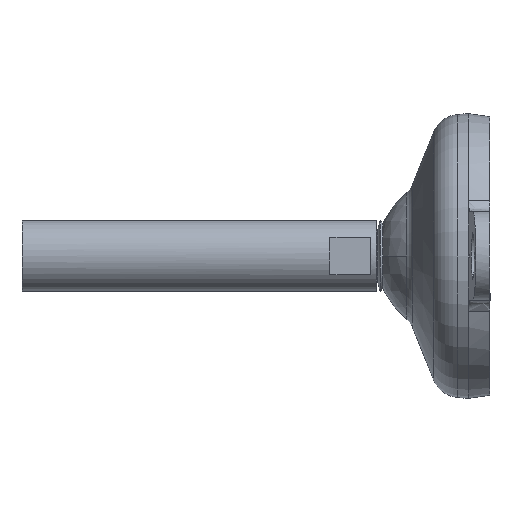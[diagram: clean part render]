
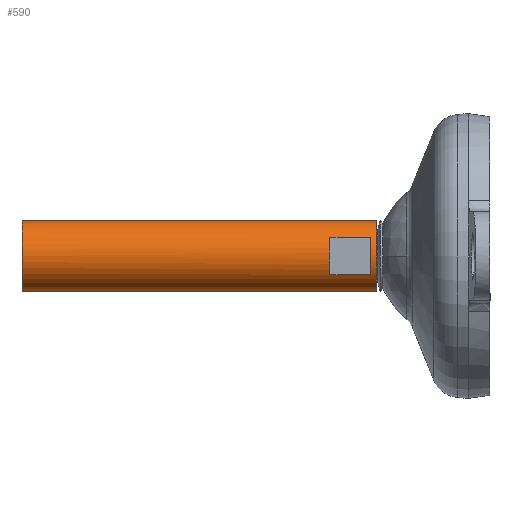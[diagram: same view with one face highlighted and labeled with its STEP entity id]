
A CAD part, left-side view. The second image highlights one B-rep face of the part: STEP entity #590.
In plain terms, the highlighted cylindrical face has radius 10 mm (diameter 20 mm), a partial arc.
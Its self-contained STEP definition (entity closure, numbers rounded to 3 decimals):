
#8 = AXIS2_PLACEMENT_3D ( 'NONE', #1427, #1299, #100 ) ;
#36 = VECTOR ( 'NONE', #1067, 1000. ) ;
#38 = EDGE_CURVE ( 'NONE', #1514, #430, #478, .T. ) ;
#83 = LINE ( 'NONE', #1015, #570 ) ;
#100 = DIRECTION ( 'NONE',  ( 0., 0., -1. ) ) ;
#211 = DIRECTION ( 'NONE',  ( 0., -1., 0. ) ) ;
#279 = LINE ( 'NONE', #948, #1129 ) ;
#294 = EDGE_CURVE ( 'NONE', #1673, #1229, #934, .T. ) ;
#307 = CARTESIAN_POINT ( 'NONE',  ( 0., 131.5, 10. ) ) ;
#336 = ORIENTED_EDGE ( 'NONE', *, *, #294, .F. ) ;
#410 = CYLINDRICAL_SURFACE ( 'NONE', #8, 10. ) ;
#418 = ORIENTED_EDGE ( 'NONE', *, *, #1463, .T. ) ;
#430 = VERTEX_POINT ( 'NONE', #546 ) ;
#448 = AXIS2_PLACEMENT_3D ( 'NONE', #1510, #1099, #721 ) ;
#478 = CIRCLE ( 'NONE', #448, 10. ) ;
#485 = DIRECTION ( 'NONE',  ( 0., 0., -1. ) ) ;
#511 = CIRCLE ( 'NONE', #1327, 10. ) ;
#529 = LINE ( 'NONE', #1626, #36 ) ;
#539 = FACE_BOUND ( 'NONE', #568, .T. ) ;
#546 = CARTESIAN_POINT ( 'NONE',  ( -8.5, 33.5, -5.268 ) ) ;
#549 = EDGE_CURVE ( 'NONE', #1428, #861, #1575, .T. ) ;
#555 = DIRECTION ( 'NONE',  ( 0., -1., 0. ) ) ;
#568 = EDGE_LOOP ( 'NONE', ( #1242, #418, #1169, #1640 ) ) ;
#570 = VECTOR ( 'NONE', #1687, 1000. ) ;
#590 = ADVANCED_FACE ( 'NONE', ( #802, #539 ), #410, .T. ) ;
#679 = EDGE_CURVE ( 'NONE', #430, #1321, #529, .T. ) ;
#698 = DIRECTION ( 'NONE',  ( 0., 0., 1. ) ) ;
#711 = EDGE_CURVE ( 'NONE', #861, #1229, #279, .T. ) ;
#721 = DIRECTION ( 'NONE',  ( 0., 0., -1. ) ) ;
#802 = FACE_OUTER_BOUND ( 'NONE', #803, .T. ) ;
#803 = EDGE_LOOP ( 'NONE', ( #1457, #1591, #1562, #336 ) ) ;
#850 = AXIS2_PLACEMENT_3D ( 'NONE', #1259, #555, #983 ) ;
#861 = VERTEX_POINT ( 'NONE', #1376 ) ;
#909 = CARTESIAN_POINT ( 'NONE',  ( 0., 32., 10. ) ) ;
#934 = CIRCLE ( 'NONE', #1268, 10. ) ;
#944 = DIRECTION ( 'NONE',  ( 0., -1., 0. ) ) ;
#948 = CARTESIAN_POINT ( 'NONE',  ( 0., 0., -10. ) ) ;
#958 = CARTESIAN_POINT ( 'NONE',  ( 0., 45., 0. ) ) ;
#969 = CARTESIAN_POINT ( 'NONE',  ( -8.5, 45., 5.268 ) ) ;
#978 = DIRECTION ( 'NONE',  ( 0., -1., 0. ) ) ;
#983 = DIRECTION ( 'NONE',  ( 0., 0., -1. ) ) ;
#1015 = CARTESIAN_POINT ( 'NONE',  ( 0., 0., 10. ) ) ;
#1067 = DIRECTION ( 'NONE',  ( 0., 1., 0. ) ) ;
#1080 = CARTESIAN_POINT ( 'NONE',  ( -8.5, 0., 5.268 ) ) ;
#1099 = DIRECTION ( 'NONE',  ( 0., -1., 0. ) ) ;
#1102 = VECTOR ( 'NONE', #978, 1000. ) ;
#1129 = VECTOR ( 'NONE', #944, 1000. ) ;
#1169 = ORIENTED_EDGE ( 'NONE', *, *, #1390, .T. ) ;
#1229 = VERTEX_POINT ( 'NONE', #1671 ) ;
#1242 = ORIENTED_EDGE ( 'NONE', *, *, #679, .T. ) ;
#1259 = CARTESIAN_POINT ( 'NONE',  ( 0., 131.5, 0. ) ) ;
#1268 = AXIS2_PLACEMENT_3D ( 'NONE', #1419, #211, #485 ) ;
#1299 = DIRECTION ( 'NONE',  ( 0., -1., 0. ) ) ;
#1310 = CARTESIAN_POINT ( 'NONE',  ( -8.5, 45., -5.268 ) ) ;
#1321 = VERTEX_POINT ( 'NONE', #1310 ) ;
#1327 = AXIS2_PLACEMENT_3D ( 'NONE', #958, #1523, #698 ) ;
#1352 = LINE ( 'NONE', #1080, #1102 ) ;
#1376 = CARTESIAN_POINT ( 'NONE',  ( 0., 131.5, -10. ) ) ;
#1390 = EDGE_CURVE ( 'NONE', #1482, #1514, #1352, .T. ) ;
#1419 = CARTESIAN_POINT ( 'NONE',  ( 0., 32., 0. ) ) ;
#1427 = CARTESIAN_POINT ( 'NONE',  ( 0., 0., 0. ) ) ;
#1428 = VERTEX_POINT ( 'NONE', #307 ) ;
#1457 = ORIENTED_EDGE ( 'NONE', *, *, #1487, .F. ) ;
#1463 = EDGE_CURVE ( 'NONE', #1321, #1482, #511, .T. ) ;
#1482 = VERTEX_POINT ( 'NONE', #969 ) ;
#1487 = EDGE_CURVE ( 'NONE', #1428, #1673, #83, .T. ) ;
#1510 = CARTESIAN_POINT ( 'NONE',  ( 0., 33.5, 0. ) ) ;
#1514 = VERTEX_POINT ( 'NONE', #1678 ) ;
#1523 = DIRECTION ( 'NONE',  ( 0., 1., 0. ) ) ;
#1562 = ORIENTED_EDGE ( 'NONE', *, *, #711, .T. ) ;
#1575 = CIRCLE ( 'NONE', #850, 10. ) ;
#1591 = ORIENTED_EDGE ( 'NONE', *, *, #549, .T. ) ;
#1626 = CARTESIAN_POINT ( 'NONE',  ( -8.5, 0., -5.268 ) ) ;
#1640 = ORIENTED_EDGE ( 'NONE', *, *, #38, .T. ) ;
#1671 = CARTESIAN_POINT ( 'NONE',  ( 0., 32., -10. ) ) ;
#1673 = VERTEX_POINT ( 'NONE', #909 ) ;
#1678 = CARTESIAN_POINT ( 'NONE',  ( -8.5, 33.5, 5.268 ) ) ;
#1687 = DIRECTION ( 'NONE',  ( 0., -1., 0. ) ) ;
